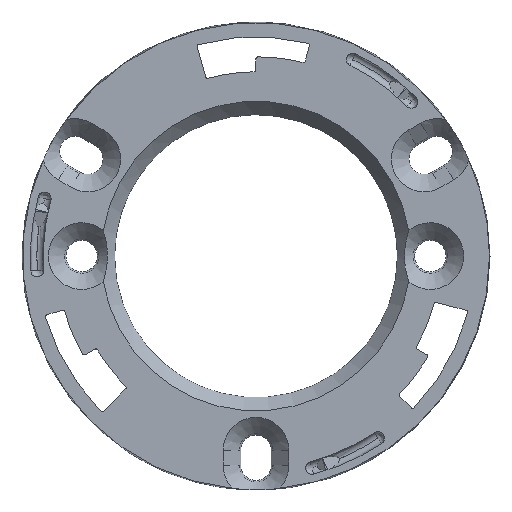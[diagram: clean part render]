
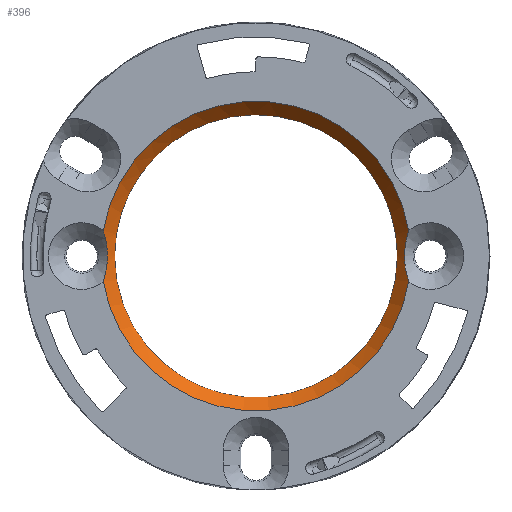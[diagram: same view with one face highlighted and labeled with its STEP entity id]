
A CAD part, top view. The second image highlights one B-rep face of the part: STEP entity #396.
In plain terms, the highlighted conical face has half-angle 40 degrees and reference radius 14.2 mm.
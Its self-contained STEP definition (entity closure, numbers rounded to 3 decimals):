
#396=ADVANCED_FACE('',(#861,#862),#863,.F.);
#861=FACE_OUTER_BOUND('',#2023,.T.);
#862=FACE_BOUND('',#2024,.T.);
#863=CONICAL_SURFACE('',#2025,14.2,0.698);
#2023=EDGE_LOOP('',(#3602,#3603,#3604,#3605));
#2024=EDGE_LOOP('',(#3606,#3607,#3608,#3609,#3610,#3611,#3612,#3613,#3614,#3615));
#2025=AXIS2_PLACEMENT_3D('',#3616,#3617,#3618);
#3602=ORIENTED_EDGE('',*,*,#4266,.F.);
#3603=ORIENTED_EDGE('',*,*,#4557,.T.);
#3604=ORIENTED_EDGE('',*,*,#4264,.F.);
#3605=ORIENTED_EDGE('',*,*,#4125,.T.);
#3606=ORIENTED_EDGE('',*,*,#4558,.F.);
#3607=ORIENTED_EDGE('',*,*,#4431,.F.);
#3608=ORIENTED_EDGE('',*,*,#4430,.F.);
#3609=ORIENTED_EDGE('',*,*,#4559,.F.);
#3610=ORIENTED_EDGE('',*,*,#4503,.F.);
#3611=ORIENTED_EDGE('',*,*,#4120,.F.);
#3612=ORIENTED_EDGE('',*,*,#4496,.F.);
#3613=ORIENTED_EDGE('',*,*,#4495,.F.);
#3614=ORIENTED_EDGE('',*,*,#4115,.F.);
#3615=ORIENTED_EDGE('',*,*,#4500,.F.);
#3616=CARTESIAN_POINT('',(0.,0.,0.4));
#3617=DIRECTION('',(-0.0,-0.0,1.0));
#3618=DIRECTION('',(1.0,0.0,0.0));
#4115=EDGE_CURVE('',#4733,#4735,#4736,.T.);
#4120=EDGE_CURVE('',#4742,#4744,#4745,.T.);
#4125=EDGE_CURVE('',#4752,#4753,#4754,.T.);
#4264=EDGE_CURVE('',#4752,#4980,#4981,.F.);
#4266=EDGE_CURVE('',#4982,#4753,#4984,.F.);
#4430=EDGE_CURVE('',#5228,#5230,#5231,.T.);
#4431=EDGE_CURVE('',#5230,#5224,#5232,.T.);
#4495=EDGE_CURVE('',#4735,#5327,#5328,.T.);
#4496=EDGE_CURVE('',#5327,#4742,#5329,.T.);
#4500=EDGE_CURVE('',#5271,#4733,#5333,.T.);
#4503=EDGE_CURVE('',#4744,#5335,#5337,.T.);
#4557=EDGE_CURVE('',#4982,#4980,#5403,.T.);
#4558=EDGE_CURVE('',#5224,#5271,#5404,.T.);
#4559=EDGE_CURVE('',#5335,#5228,#5405,.T.);
#4733=VERTEX_POINT('',#5673);
#4735=VERTEX_POINT('',#5676);
#4736=CIRCLE('',#5677,14.2);
#4742=VERTEX_POINT('',#5688);
#4744=VERTEX_POINT('',#5691);
#4745=CIRCLE('',#5692,14.2);
#4752=VERTEX_POINT('',#5734);
#4753=VERTEX_POINT('',#5735);
#4754=B_SPLINE_CURVE_WITH_KNOTS('',3,(#5736,#5737,#5738,#5739,#5740,#5741,#5742,#5743,#5744,#5745,#5746,#5747,#5748,#5749,#5750,#5751),.UNSPECIFIED.,.F.,.F.,(4,2,2,2,2,2,2,4),(0.0,0.001,0.002,0.003,0.003,0.004,0.005,0.005),.UNSPECIFIED.);
#4980=VERTEX_POINT('',#6210);
#4981=CIRCLE('',#6211,15.543);
#4982=VERTEX_POINT('',#6212);
#4984=CIRCLE('',#6214,15.543);
#5224=VERTEX_POINT('',#6796);
#5228=VERTEX_POINT('',#6803);
#5230=VERTEX_POINT('',#6808);
#5231=CIRCLE('',#6809,14.2);
#5232=CIRCLE('',#6810,14.2);
#5271=VERTEX_POINT('',#6886);
#5327=VERTEX_POINT('',#6986);
#5328=CIRCLE('',#6987,14.2);
#5329=CIRCLE('',#6988,14.2);
#5333=CIRCLE('',#6998,14.2);
#5335=VERTEX_POINT('',#7000);
#5337=CIRCLE('',#7005,14.2);
#5403=B_SPLINE_CURVE_WITH_KNOTS('',3,(#7106,#7107,#7108,#7109,#7110,#7111,#7112,#7113,#7114,#7115,#7116,#7117,#7118,#7119,#7120,#7121),.UNSPECIFIED.,.F.,.F.,(4,2,2,2,2,2,2,4),(0.0,0.001,0.002,0.003,0.003,0.004,0.005,0.005),.UNSPECIFIED.);
#5404=CIRCLE('',#7122,14.2);
#5405=CIRCLE('',#7123,14.2);
#5673=CARTESIAN_POINT('',(-4.791,13.367,0.4));
#5676=CARTESIAN_POINT('',(-10.168,9.912,0.4));
#5677=AXIS2_PLACEMENT_3D('',#7409,#7410,#7411);
#5688=CARTESIAN_POINT('',(-9.209,-10.809,0.4));
#5691=CARTESIAN_POINT('',(-3.5,-13.762,0.4));
#5692=AXIS2_PLACEMENT_3D('',#7414,#7415,#7416);
#5734=CARTESIAN_POINT('',(-15.331,2.553,2.0));
#5735=CARTESIAN_POINT('',(-15.331,-2.553,2.0));
#5736=CARTESIAN_POINT('',(-15.331,2.553,2.0));
#5737=CARTESIAN_POINT('',(-15.212,2.169,1.784));
#5738=CARTESIAN_POINT('',(-15.108,1.77,1.598));
#5739=CARTESIAN_POINT('',(-14.993,1.135,1.394));
#5740=CARTESIAN_POINT('',(-14.962,0.916,1.339));
#5741=CARTESIAN_POINT('',(-14.919,0.464,1.263));
#5742=CARTESIAN_POINT('',(-14.908,0.238,1.243));
#5743=CARTESIAN_POINT('',(-14.907,-0.216,1.242));
#5744=CARTESIAN_POINT('',(-14.918,-0.446,1.261));
#5745=CARTESIAN_POINT('',(-14.959,-0.896,1.335));
#5746=CARTESIAN_POINT('',(-14.99,-1.116,1.389));
#5747=CARTESIAN_POINT('',(-15.066,-1.544,1.525));
#5748=CARTESIAN_POINT('',(-15.112,-1.755,1.607));
#5749=CARTESIAN_POINT('',(-15.215,-2.162,1.79));
#5750=CARTESIAN_POINT('',(-15.271,-2.36,1.892));
#5751=CARTESIAN_POINT('',(-15.331,-2.553,2.0));
#6210=CARTESIAN_POINT('',(15.331,2.553,2.0));
#6211=AXIS2_PLACEMENT_3D('',#7594,#7595,#7596);
#6212=CARTESIAN_POINT('',(15.331,-2.553,2.0));
#6214=AXIS2_PLACEMENT_3D('',#7600,#7601,#7602);
#6796=CARTESIAN_POINT('',(10.168,9.912,0.4));
#6803=CARTESIAN_POINT('',(9.427,-10.619,0.4));
#6808=CARTESIAN_POINT('',(14.2,0.,0.4));
#6809=AXIS2_PLACEMENT_3D('',#7785,#7786,#7787);
#6810=AXIS2_PLACEMENT_3D('',#7788,#7789,#7790);
#6886=CARTESIAN_POINT('',(4.449,13.485,0.4));
#6986=CARTESIAN_POINT('',(-14.2,0.,0.4));
#6987=AXIS2_PLACEMENT_3D('',#7865,#7866,#7867);
#6988=AXIS2_PLACEMENT_3D('',#7868,#7869,#7870);
#6998=AXIS2_PLACEMENT_3D('',#7871,#7872,#7873);
#7000=CARTESIAN_POINT('',(3.5,-13.762,0.4));
#7005=AXIS2_PLACEMENT_3D('',#7874,#7875,#7876);
#7106=CARTESIAN_POINT('',(15.331,-2.553,2.0));
#7107=CARTESIAN_POINT('',(15.212,-2.169,1.784));
#7108=CARTESIAN_POINT('',(15.108,-1.77,1.598));
#7109=CARTESIAN_POINT('',(14.993,-1.135,1.394));
#7110=CARTESIAN_POINT('',(14.962,-0.916,1.339));
#7111=CARTESIAN_POINT('',(14.919,-0.464,1.263));
#7112=CARTESIAN_POINT('',(14.908,-0.238,1.243));
#7113=CARTESIAN_POINT('',(14.907,0.216,1.242));
#7114=CARTESIAN_POINT('',(14.918,0.446,1.261));
#7115=CARTESIAN_POINT('',(14.959,0.896,1.335));
#7116=CARTESIAN_POINT('',(14.99,1.116,1.389));
#7117=CARTESIAN_POINT('',(15.066,1.544,1.525));
#7118=CARTESIAN_POINT('',(15.112,1.755,1.607));
#7119=CARTESIAN_POINT('',(15.215,2.162,1.79));
#7120=CARTESIAN_POINT('',(15.271,2.36,1.892));
#7121=CARTESIAN_POINT('',(15.331,2.553,2.0));
#7122=AXIS2_PLACEMENT_3D('',#7918,#7919,#7920);
#7123=AXIS2_PLACEMENT_3D('',#7921,#7922,#7923);
#7409=CARTESIAN_POINT('',(0.,0.,0.4));
#7410=DIRECTION('',(0.0,0.0,1.0));
#7411=DIRECTION('',(-1.0,0.0,0.0));
#7414=CARTESIAN_POINT('',(0.,0.,0.4));
#7415=DIRECTION('',(0.0,0.0,1.0));
#7416=DIRECTION('',(-1.0,0.0,0.0));
#7594=CARTESIAN_POINT('',(0.,0.,2.0));
#7595=DIRECTION('',(0.0,0.0,1.0));
#7596=DIRECTION('',(1.0,0.0,0.0));
#7600=CARTESIAN_POINT('',(0.,0.,2.0));
#7601=DIRECTION('',(0.0,0.0,1.0));
#7602=DIRECTION('',(1.0,0.0,0.0));
#7785=CARTESIAN_POINT('',(0.,0.,0.4));
#7786=DIRECTION('',(0.0,0.0,1.0));
#7787=DIRECTION('',(1.0,0.0,0.0));
#7788=CARTESIAN_POINT('',(0.,0.,0.4));
#7789=DIRECTION('',(0.0,0.0,1.0));
#7790=DIRECTION('',(1.0,0.0,0.0));
#7865=CARTESIAN_POINT('',(0.,0.,0.4));
#7866=DIRECTION('',(0.0,0.0,1.0));
#7867=DIRECTION('',(1.0,0.0,0.0));
#7868=CARTESIAN_POINT('',(0.,0.,0.4));
#7869=DIRECTION('',(0.0,0.0,1.0));
#7870=DIRECTION('',(1.0,0.0,0.0));
#7871=CARTESIAN_POINT('',(0.,0.,0.4));
#7872=DIRECTION('',(0.0,0.0,1.0));
#7873=DIRECTION('',(1.0,0.0,0.0));
#7874=CARTESIAN_POINT('',(0.,0.,0.4));
#7875=DIRECTION('',(0.0,0.0,1.0));
#7876=DIRECTION('',(1.0,0.0,0.0));
#7918=CARTESIAN_POINT('',(0.,0.,0.4));
#7919=DIRECTION('',(0.0,0.0,1.0));
#7920=DIRECTION('',(1.0,0.0,0.0));
#7921=CARTESIAN_POINT('',(0.,0.,0.4));
#7922=DIRECTION('',(0.0,0.0,1.0));
#7923=DIRECTION('',(-1.0,0.0,0.0));
